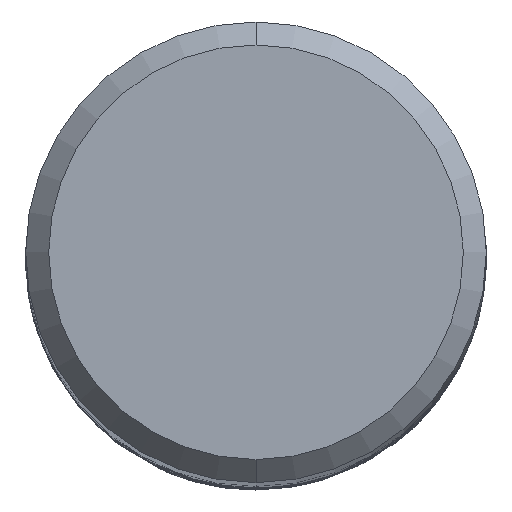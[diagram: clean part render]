
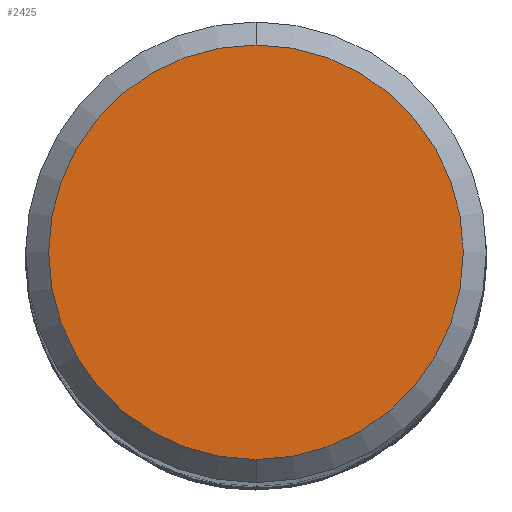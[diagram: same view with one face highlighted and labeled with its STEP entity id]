
A CAD part, top view. The second image highlights one B-rep face of the part: STEP entity #2425.
In plain terms, the highlighted planar face has unit normal (0, 0, 1).
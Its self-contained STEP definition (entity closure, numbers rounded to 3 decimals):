
#1561=EDGE_CURVE('',#1603,#2249,#3727,.T.);
#1603=VERTEX_POINT('',#3771);
#2249=VERTEX_POINT('',#4475);
#2355=EDGE_CURVE('',#2249,#1603,#4590,.T.);
#2425=ADVANCED_FACE('',(#4665),#4666,.T.);
#3727=CIRCLE('',#11278,3.6);
#3771=CARTESIAN_POINT('',(0.0,3.6,0.0));
#4475=CARTESIAN_POINT('',(0.,-3.6,0.0));
#4590=CIRCLE('',#19982,3.6);
#4665=FACE_OUTER_BOUND('',#20740,.T.);
#4666=PLANE('',#20741);
#11278=AXIS2_PLACEMENT_3D('',#34718,#34719,#34720);
#19982=AXIS2_PLACEMENT_3D('',#35684,#35685,#35686);
#20740=EDGE_LOOP('',(#35757,#35758));
#20741=AXIS2_PLACEMENT_3D('',#35759,#35760,#35761);
#34718=CARTESIAN_POINT('',(0.0,0.0,0.0));
#34719=DIRECTION('',(0.0,0.0,-1.0));
#34720=DIRECTION('',(0.0,1.0,0.0));
#35684=CARTESIAN_POINT('',(0.0,0.0,0.0));
#35685=DIRECTION('',(0.0,0.0,-1.0));
#35686=DIRECTION('',(0.0,1.0,0.0));
#35757=ORIENTED_EDGE('',*,*,#1561,.F.);
#35758=ORIENTED_EDGE('',*,*,#2355,.F.);
#35759=CARTESIAN_POINT('',(0.0,1.8,0.0));
#35760=DIRECTION('',(-0.0,0.0,1.0));
#35761=DIRECTION('',(0.0,-1.0,0.0));
